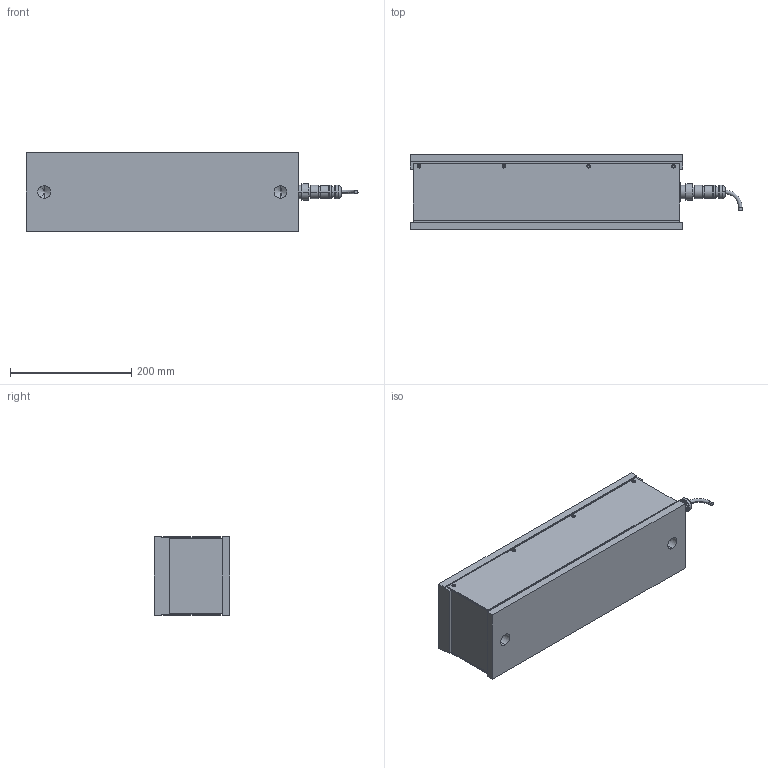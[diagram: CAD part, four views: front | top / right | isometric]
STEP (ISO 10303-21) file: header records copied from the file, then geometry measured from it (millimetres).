
FILE_DESCRIPTION (( 'STEP AP203' ), '1' );
FILE_NAME ('31101694_A.step', '2019-12-10T08:51:48', ( '' ), ( '' ), 'SwSTEP 2.0', 'SolidWorks 2018', '' );
FILE_SCHEMA (( 'CONFIG_CONTROL_DESIGN' ));
Length unit declared in the file: millimetre
Products named in the file (4): 51585_01; 31101694_A; 31101648_01; 31102358_01
Assembly tree (4 placements, depth 2):
  31101694_A
    31102358_01
    51585_01  x2
    31101648_01
Bounding box: 548 x 125 x 130 mm (x, y, z)
Volume: 7087609.9 mm3; surface area: 459109.4 mm2
Topology: 4 solids, 4 shells, 186 faces, 430 edges, 267 vertices
Faces by surface type: cylinder 100, plane 56, cone 26, torus 4
Entity records: 4748 total; most frequent: DIRECTION 828, CARTESIAN_POINT 718, ORIENTED_EDGE 680, EDGE_CURVE 340, AXIS2_PLACEMENT_3D 329, VERTEX_POINT 219, EDGE_LOOP 193, VECTOR 170
